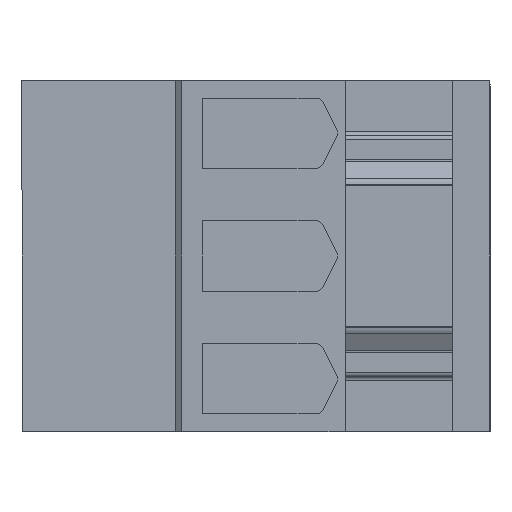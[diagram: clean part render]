
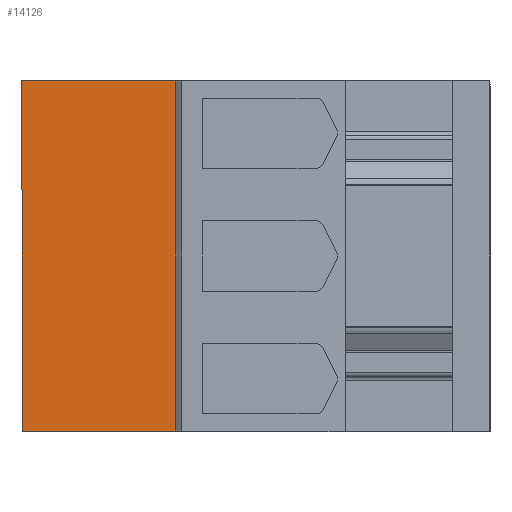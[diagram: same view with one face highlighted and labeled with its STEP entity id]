
A CAD part, left-side view. The second image highlights one B-rep face of the part: STEP entity #14126.
In plain terms, the highlighted planar face has unit normal (-1, 0, 0).
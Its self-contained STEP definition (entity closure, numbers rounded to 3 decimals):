
#488 = VERTEX_POINT ( 'NONE', #2078 ) ;
#1623 = VERTEX_POINT ( 'NONE', #2071 ) ;
#1888 = VERTEX_POINT ( 'NONE', #2068 ) ;
#1907 = VERTEX_POINT ( 'NONE', #1950 ) ;
#1950 = CARTESIAN_POINT ( 'NONE',  ( -75., 80.7, 45. ) ) ;
#2068 = CARTESIAN_POINT ( 'NONE',  ( -75., 120., -45. ) ) ;
#2071 = CARTESIAN_POINT ( 'NONE',  ( -75., 120., 45. ) ) ;
#2078 = CARTESIAN_POINT ( 'NONE',  ( -75., 80.7, -45. ) ) ;
#2193 = CARTESIAN_POINT ( 'NONE',  ( -75., 80.7, 45. ) ) ;
#2847 = DIRECTION ( 'NONE',  ( 0., 1., 0. ) ) ;
#3417 = VECTOR ( 'NONE', #13012, 1000. ) ;
#3418 = LINE ( 'NONE', #13014, #3417 ) ;
#3710 = VECTOR ( 'NONE', #2847, 1000. ) ;
#3954 = CARTESIAN_POINT ( 'NONE',  ( -75., 80.7, -45. ) ) ;
#4200 = DIRECTION ( 'NONE',  ( 0., -1., 0. ) ) ;
#4284 = DIRECTION ( 'NONE',  ( -1., 0., 0. ) ) ;
#4432 = LINE ( 'NONE', #2193, #3710 ) ;
#4564 = PLANE ( 'NONE',  #8959 ) ;
#6206 = DIRECTION ( 'NONE',  ( 0., -1., 0. ) ) ;
#6207 = CARTESIAN_POINT ( 'NONE',  ( -75., 57.327, -45. ) ) ;
#6509 = EDGE_LOOP ( 'NONE', ( #7267, #7269, #7273, #7278 ) ) ;
#7267 = ORIENTED_EDGE ( 'NONE', *, *, #12969, .T. ) ;
#7269 = ORIENTED_EDGE ( 'NONE', *, *, #11997, .F. ) ;
#7273 = ORIENTED_EDGE ( 'NONE', *, *, #9153, .T. ) ;
#7278 = ORIENTED_EDGE ( 'NONE', *, *, #12355, .T. ) ;
#7747 = CARTESIAN_POINT ( 'NONE',  ( -75., 120., -45. ) ) ;
#8308 = DIRECTION ( 'NONE',  ( 0., 0., -1. ) ) ;
#8959 = AXIS2_PLACEMENT_3D ( 'NONE', #3954, #4284, #4200 ) ;
#9153 = EDGE_CURVE ( 'NONE', #1907, #1623, #4432, .T. ) ;
#9809 = FACE_OUTER_BOUND ( 'NONE', #6509, .T. ) ;
#10229 = VECTOR ( 'NONE', #6206, 1000. ) ;
#10230 = LINE ( 'NONE', #6207, #10229 ) ;
#10675 = VECTOR ( 'NONE', #8308, 1000. ) ;
#10676 = LINE ( 'NONE', #7747, #10675 ) ;
#11997 = EDGE_CURVE ( 'NONE', #1907, #488, #3418, .T. ) ;
#12355 = EDGE_CURVE ( 'NONE', #1623, #1888, #10676, .T. ) ;
#12969 = EDGE_CURVE ( 'NONE', #1888, #488, #10230, .T. ) ;
#13012 = DIRECTION ( 'NONE',  ( 0., 0., -1. ) ) ;
#13014 = CARTESIAN_POINT ( 'NONE',  ( -75., 80.7, -45. ) ) ;
#14126 = ADVANCED_FACE ( 'NONE', ( #9809 ), #4564, .T. ) ;
